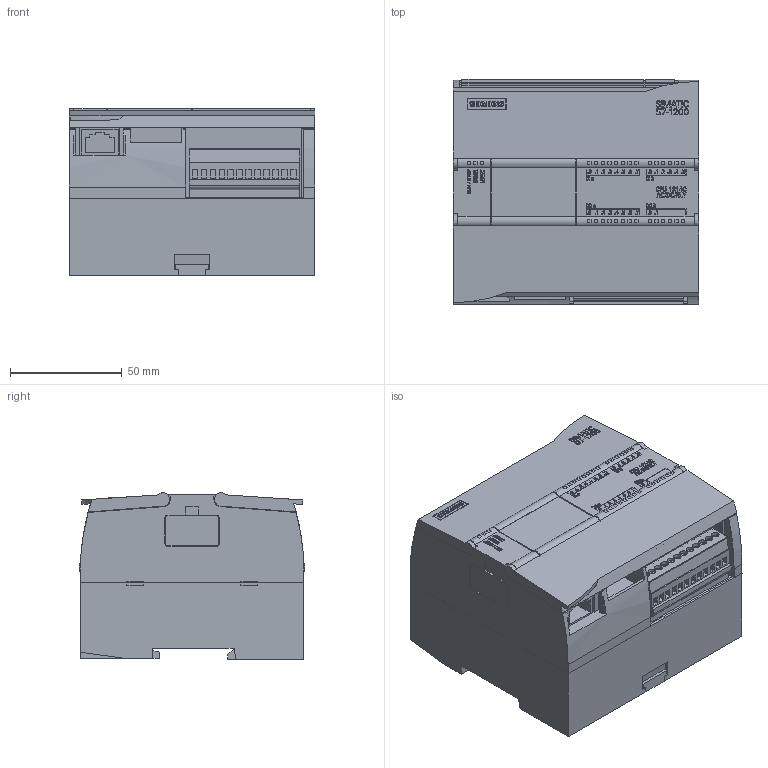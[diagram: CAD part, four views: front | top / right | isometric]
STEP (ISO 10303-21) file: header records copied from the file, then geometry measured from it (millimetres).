
FILE_DESCRIPTION(/* description */ (''),/* implementation_level */ '2;1');
FILE_NAME(/* name */ '6es72141bg400xb0_001_3d.stp',/* time_stamp */ '2013-06-13T11:09:24+02:00',/* author */ ('Z. Bartfai'),/* organization */ ('SIEMENS AG'),/* preprocessor_version */ 'ST-DEVELOPER v11',/* originating_system */ 'SIEMENS PLM Software NX 7.5',/* authorisation */ '');
FILE_SCHEMA (('AUTOMOTIVE_DESIGN { 1 0 10303 214 1 1 1 1 }'));
Products named in the file (7): A5E30176950A_001; A5E30158720A_001; A5E30158715A_001; A5E32310241A_001; A5E30157758A_001; A5E30158817A_001; A5E32310417A_001
Assembly tree (6 placements, depth 2):
  A5E32310417A_001
    A5E30158817A_001
    A5E30157758A_001
    A5E32310241A_001
    A5E30158715A_001
    A5E30158720A_001
    A5E30176950A_001
Bounding box: 110 x 100.85 x 74.56 mm (x, y, z)
Volume: 432559.8 mm3; surface area: 159922.6 mm2
Topology: 377 solids, 377 shells, 3990 faces, 9424 edges, 6286 vertices
Faces by surface type: plane 3458, extrusion 434, cylinder 98
Full cylindrical faces by diameter (mm): 2 x8, 3.4 x35, 4.3 x2
Entity records: 132909 total; most frequent: CARTESIAN_POINT 38050, ORIENTED_EDGE 18560, DIRECTION 16642, EDGE_CURVE 9280, VECTOR 8504, LINE 8070, VERTEX_POINT 6245, EDGE_LOOP 4393
